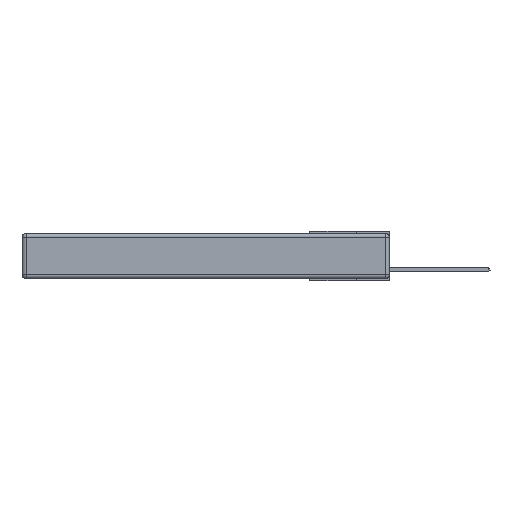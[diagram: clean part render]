
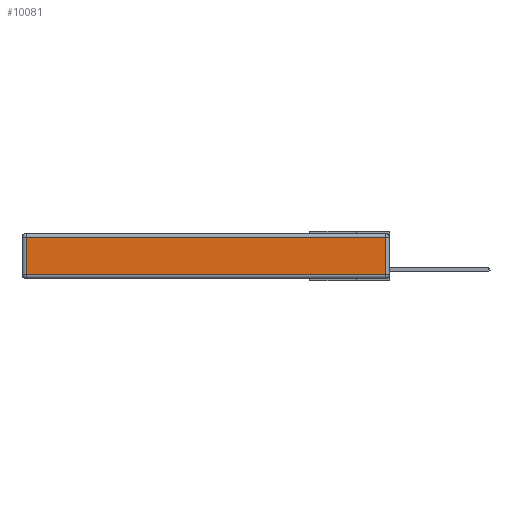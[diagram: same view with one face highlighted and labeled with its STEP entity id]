
A CAD part, left-side view. The second image highlights one B-rep face of the part: STEP entity #10081.
In plain terms, the highlighted planar face has unit normal (-1, 0, 0).
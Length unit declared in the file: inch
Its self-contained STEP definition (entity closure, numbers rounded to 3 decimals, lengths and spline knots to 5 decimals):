
#35 = EDGE_CURVE ( 'NONE', #1995, #5662, #666, .T. ) ;
#666 = LINE ( 'NONE', #19387, #8586 ) ;
#757 = LINE ( 'NONE', #18324, #17847 ) ;
#925 = CARTESIAN_POINT ( 'NONE',  ( 0., 0.03, -0.313 ) ) ;
#1363 = PLANE ( 'NONE',  #14068 ) ;
#1995 = VERTEX_POINT ( 'NONE', #7800 ) ;
#2049 = DIRECTION ( 'NONE',  ( 0., 1., 0. ) ) ;
#2342 = ORIENTED_EDGE ( 'NONE', *, *, #9536, .T. ) ;
#4024 = CARTESIAN_POINT ( 'NONE',  ( 0., 2.75, -0.03 ) ) ;
#5389 = ORIENTED_EDGE ( 'NONE', *, *, #19518, .T. ) ;
#5662 = VERTEX_POINT ( 'NONE', #25122 ) ;
#5969 = ORIENTED_EDGE ( 'NONE', *, *, #35, .T. ) ;
#7213 = EDGE_CURVE ( 'NONE', #24347, #18654, #757, .T. ) ;
#7769 = LINE ( 'NONE', #15417, #14822 ) ;
#7800 = CARTESIAN_POINT ( 'NONE',  ( 0., 2.72, -0.03 ) ) ;
#8586 = VECTOR ( 'NONE', #21333, 39.37008 ) ;
#9536 = EDGE_CURVE ( 'NONE', #18654, #1995, #15725, .T. ) ;
#10081 = ADVANCED_FACE ( 'NONE', ( #23866 ), #1363, .T. ) ;
#10987 = CARTESIAN_POINT ( 'NONE',  ( 0., 0., -0.343 ) ) ;
#12630 = VECTOR ( 'NONE', #2049, 39.37008 ) ;
#13905 = EDGE_LOOP ( 'NONE', ( #5389, #22606, #2342, #5969 ) ) ;
#14068 = AXIS2_PLACEMENT_3D ( 'NONE', #10987, #18944, #22431 ) ;
#14822 = VECTOR ( 'NONE', #17685, 39.37008 ) ;
#15417 = CARTESIAN_POINT ( 'NONE',  ( 0., 0., -0.313 ) ) ;
#15725 = LINE ( 'NONE', #4024, #12630 ) ;
#16784 = DIRECTION ( 'NONE',  ( 0., 0., 1. ) ) ;
#17685 = DIRECTION ( 'NONE',  ( 0., -1., 0. ) ) ;
#17847 = VECTOR ( 'NONE', #16784, 39.37008 ) ;
#18324 = CARTESIAN_POINT ( 'NONE',  ( 0., 0.03, -0.343 ) ) ;
#18654 = VERTEX_POINT ( 'NONE', #18853 ) ;
#18853 = CARTESIAN_POINT ( 'NONE',  ( 0., 0.03, -0.03 ) ) ;
#18944 = DIRECTION ( 'NONE',  ( -1., 0., 0. ) ) ;
#19387 = CARTESIAN_POINT ( 'NONE',  ( 0., 2.72, -0.343 ) ) ;
#19518 = EDGE_CURVE ( 'NONE', #5662, #24347, #7769, .T. ) ;
#21333 = DIRECTION ( 'NONE',  ( 0., 0., -1. ) ) ;
#22431 = DIRECTION ( 'NONE',  ( 0., 0., 1. ) ) ;
#22606 = ORIENTED_EDGE ( 'NONE', *, *, #7213, .T. ) ;
#23866 = FACE_OUTER_BOUND ( 'NONE', #13905, .T. ) ;
#24347 = VERTEX_POINT ( 'NONE', #925 ) ;
#25122 = CARTESIAN_POINT ( 'NONE',  ( 0., 2.72, -0.313 ) ) ;
